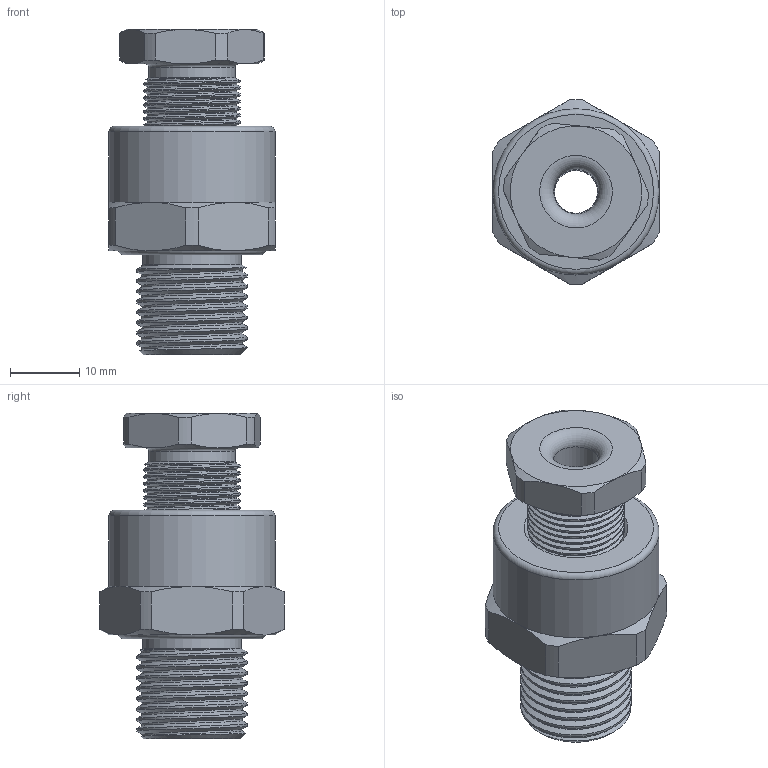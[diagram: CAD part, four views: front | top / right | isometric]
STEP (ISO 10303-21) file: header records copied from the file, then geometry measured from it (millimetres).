
FILE_DESCRIPTION((' '),'2;1');
FILE_NAME( 'M16-A1-15mm E204-622.stp', '2025-03-18T22:17:24', (' '), ('--- ---'), ' V2025.1 Dec 16 2024', ' 2025 (c)', ' ');
FILE_SCHEMA(('AP242_MANAGED_MODEL_BASED_3D_ENGINEERING_MIM_LF { 1 0 10303 442 1 1 4 }'));
Length unit declared in the file: millimetre
Products named in the file (1): M16-A1-15mm E204-622
Bounding box: 24 x 26.71 x 47 mm (x, y, z)
Volume: 12142.7 mm3; surface area: 8284.6 mm2
Topology: 5 solids, 5 shells, 362 faces, 927 edges, 605 vertices
Faces by surface type: plane 150, extrusion 126, cylinder 40, cone 34, bspline 6, torus 6
Full cylindrical faces by diameter (mm): 6.2 x1, 6.5 x2, 9.5 x1, 12.5 x1, 12.8 x1, 13 x12, 14.3 x1, 14.8 x1, 17.823 x1, 24 x1
Entity records: 20820 total; most frequent: CARTESIAN_POINT 12700, ORIENTED_EDGE 1716, DIRECTION 1195, EDGE_CURVE 858, VERTEX_POINT 574, VECTOR 571, LINE 445, B_SPLINE_CURVE_WITH_KNOTS 436
